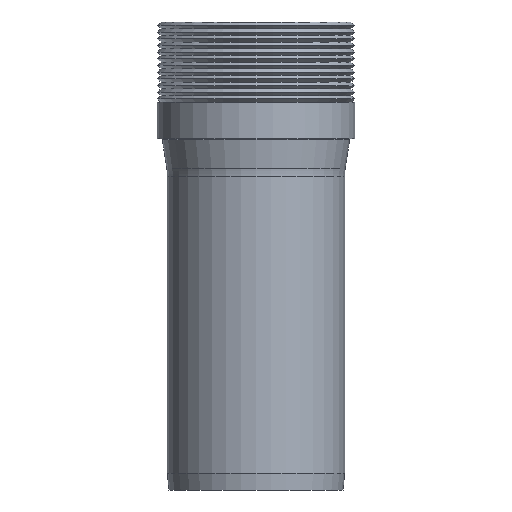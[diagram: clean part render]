
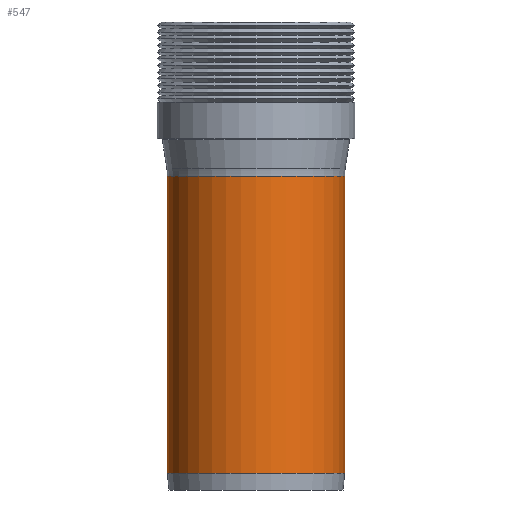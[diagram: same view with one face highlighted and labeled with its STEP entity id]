
A CAD part, front view. The second image highlights one B-rep face of the part: STEP entity #547.
In plain terms, the highlighted cylindrical face has radius 265 mm (diameter 530 mm), a full revolution.
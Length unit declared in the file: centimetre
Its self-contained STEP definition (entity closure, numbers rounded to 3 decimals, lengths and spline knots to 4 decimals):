
#31=CYLINDRICAL_SURFACE('',#602,26.5);
#37=LINE('',#908,#72);
#72=VECTOR('',#711,26.5);
#139=FACE_OUTER_BOUND('',#178,.T.);
#178=EDGE_LOOP('',(#409,#410,#411,#412,#413));
#224=CIRCLE('',#597,26.5);
#225=CIRCLE('',#598,26.5);
#228=CIRCLE('',#603,26.5);
#268=VERTEX_POINT('',#896);
#269=VERTEX_POINT('',#898);
#271=VERTEX_POINT('',#907);
#314=EDGE_CURVE('',#268,#269,#224,.T.);
#315=EDGE_CURVE('',#269,#268,#225,.T.);
#319=EDGE_CURVE('',#269,#271,#37,.T.);
#320=EDGE_CURVE('',#271,#271,#228,.T.);
#409=ORIENTED_EDGE('',*,*,#315,.F.);
#410=ORIENTED_EDGE('',*,*,#319,.T.);
#411=ORIENTED_EDGE('',*,*,#320,.T.);
#412=ORIENTED_EDGE('',*,*,#319,.F.);
#413=ORIENTED_EDGE('',*,*,#314,.F.);
#547=ADVANCED_FACE('',(#139),#31,.T.);
#597=AXIS2_PLACEMENT_3D('',#899,#698,#699);
#598=AXIS2_PLACEMENT_3D('',#900,#700,#701);
#602=AXIS2_PLACEMENT_3D('',#906,#709,#710);
#603=AXIS2_PLACEMENT_3D('',#909,#712,#713);
#698=DIRECTION('center_axis',(0.,0.,1.));
#699=DIRECTION('ref_axis',(-1.,0.,0.));
#700=DIRECTION('center_axis',(0.,0.,1.));
#701=DIRECTION('ref_axis',(-1.,0.,0.));
#709=DIRECTION('center_axis',(0.,0.,1.));
#710=DIRECTION('ref_axis',(-1.,0.,0.));
#711=DIRECTION('',(0.,0.,-1.));
#712=DIRECTION('center_axis',(0.,0.,1.));
#713=DIRECTION('ref_axis',(1.,0.,0.));
#896=CARTESIAN_POINT('',(0.,-26.5,93.8483));
#898=CARTESIAN_POINT('',(26.5,0.,93.8483));
#899=CARTESIAN_POINT('Origin',(0.,0.,
93.8483));
#900=CARTESIAN_POINT('Origin',(0.,0.,
93.8483));
#906=CARTESIAN_POINT('Origin',(0.,0.,
7.5654));
#907=CARTESIAN_POINT('',(26.5,0.,5.));
#908=CARTESIAN_POINT('',(26.5,0.,7.5654));
#909=CARTESIAN_POINT('Origin',(0.,0.,
5.));
